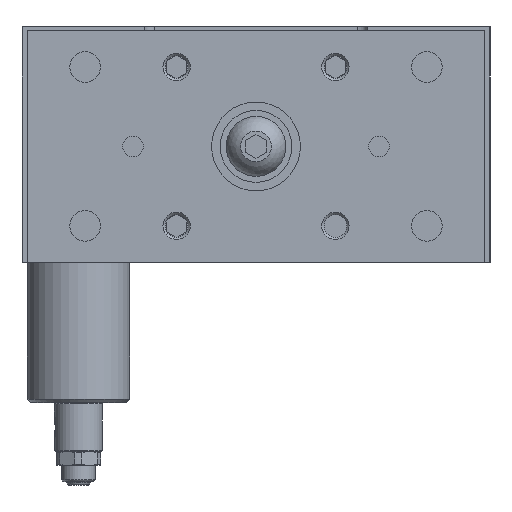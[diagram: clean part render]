
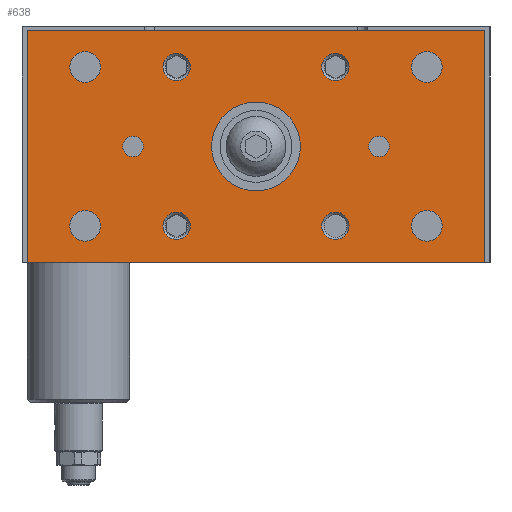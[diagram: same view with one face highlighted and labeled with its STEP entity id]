
A CAD part, left-side view. The second image highlights one B-rep face of the part: STEP entity #638.
In plain terms, the highlighted planar face has unit normal (-1, 0, 0).
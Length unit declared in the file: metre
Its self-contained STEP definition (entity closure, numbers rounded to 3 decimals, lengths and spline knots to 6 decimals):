
#638 = ADVANCED_FACE( '', ( #1713, #1714, #1715, #1716, #1717, #1718, #1719, #1720, #1721, #1722, #1723, #1724 ), #1725, .T. );
#1713 = FACE_OUTER_BOUND( '', #3459, .T. );
#1714 = FACE_BOUND( '', #3460, .T. );
#1715 = FACE_BOUND( '', #3461, .T. );
#1716 = FACE_BOUND( '', #3462, .T. );
#1717 = FACE_BOUND( '', #3463, .T. );
#1718 = FACE_BOUND( '', #3464, .T. );
#1719 = FACE_BOUND( '', #3465, .T. );
#1720 = FACE_BOUND( '', #3466, .T. );
#1721 = FACE_BOUND( '', #3467, .T. );
#1722 = FACE_BOUND( '', #3468, .T. );
#1723 = FACE_BOUND( '', #3469, .T. );
#1724 = FACE_BOUND( '', #3470, .T. );
#1725 = PLANE( '', #3471 );
#3459 = EDGE_LOOP( '', ( #5483, #5484, #5485, #5486 ) );
#3460 = EDGE_LOOP( '', ( #5487 ) );
#3461 = EDGE_LOOP( '', ( #5488 ) );
#3462 = EDGE_LOOP( '', ( #5489 ) );
#3463 = EDGE_LOOP( '', ( #5490 ) );
#3464 = EDGE_LOOP( '', ( #5491 ) );
#3465 = EDGE_LOOP( '', ( #5492 ) );
#3466 = EDGE_LOOP( '', ( #5493 ) );
#3467 = EDGE_LOOP( '', ( #5494 ) );
#3468 = EDGE_LOOP( '', ( #5495 ) );
#3469 = EDGE_LOOP( '', ( #5496 ) );
#3470 = EDGE_LOOP( '', ( #5497 ) );
#3471 = AXIS2_PLACEMENT_3D( '', #5498, #5499, #5500 );
#5483 = ORIENTED_EDGE( '', *, *, #8698, .T. );
#5484 = ORIENTED_EDGE( '', *, *, #8717, .T. );
#5485 = ORIENTED_EDGE( '', *, *, #8718, .T. );
#5486 = ORIENTED_EDGE( '', *, *, #8653, .T. );
#5487 = ORIENTED_EDGE( '', *, *, #8719, .T. );
#5488 = ORIENTED_EDGE( '', *, *, #8720, .F. );
#5489 = ORIENTED_EDGE( '', *, *, #8721, .F. );
#5490 = ORIENTED_EDGE( '', *, *, #8722, .T. );
#5491 = ORIENTED_EDGE( '', *, *, #8723, .T. );
#5492 = ORIENTED_EDGE( '', *, *, #8724, .F. );
#5493 = ORIENTED_EDGE( '', *, *, #8725, .T. );
#5494 = ORIENTED_EDGE( '', *, *, #8726, .F. );
#5495 = ORIENTED_EDGE( '', *, *, #8419, .F. );
#5496 = ORIENTED_EDGE( '', *, *, #8727, .T. );
#5497 = ORIENTED_EDGE( '', *, *, #8728, .T. );
#5498 = CARTESIAN_POINT( '', ( -0.027, -0.067, -0.001 ) );
#5499 = DIRECTION( '', ( -1., 0., 0. ) );
#5500 = DIRECTION( '', ( 0., 0., 1. ) );
#8419 = EDGE_CURVE( '', #9709, #9709, #9710, .T. );
#8653 = EDGE_CURVE( '', #10105, #10103, #10106, .T. );
#8698 = EDGE_CURVE( '', #10103, #10180, #10182, .T. );
#8717 = EDGE_CURVE( '', #10180, #10213, #10214, .T. );
#8718 = EDGE_CURVE( '', #10213, #10105, #10215, .T. );
#8719 = EDGE_CURVE( '', #10216, #10216, #10217, .T. );
#8720 = EDGE_CURVE( '', #10218, #10218, #10219, .T. );
#8721 = EDGE_CURVE( '', #10220, #10220, #10221, .T. );
#8722 = EDGE_CURVE( '', #10222, #10222, #10223, .T. );
#8723 = EDGE_CURVE( '', #10224, #10224, #10225, .T. );
#8724 = EDGE_CURVE( '', #10226, #10226, #10227, .T. );
#8725 = EDGE_CURVE( '', #10228, #10228, #10229, .T. );
#8726 = EDGE_CURVE( '', #10230, #10230, #10231, .T. );
#8727 = EDGE_CURVE( '', #10232, #10232, #10233, .T. );
#8728 = EDGE_CURVE( '', #10234, #10234, #10235, .T. );
#9709 = VERTEX_POINT( '', #11609 );
#9710 = CIRCLE( '', #11610, 0.004 );
#10103 = VERTEX_POINT( '', #12394 );
#10105 = VERTEX_POINT( '', #12397 );
#10106 = LINE( '', #12398, #12399 );
#10180 = VERTEX_POINT( '', #12615 );
#10182 = LINE( '', #12618, #12619 );
#10213 = VERTEX_POINT( '', #12660 );
#10214 = LINE( '', #12661, #12662 );
#10215 = LINE( '', #12663, #12664 );
#10216 = VERTEX_POINT( '', #12665 );
#10217 = CIRCLE( '', #12666, 0.0045 );
#10218 = VERTEX_POINT( '', #12667 );
#10219 = CIRCLE( '', #12668, 0.0045 );
#10220 = VERTEX_POINT( '', #12669 );
#10221 = CIRCLE( '', #12670, 0.0045 );
#10222 = VERTEX_POINT( '', #12671 );
#10223 = CIRCLE( '', #12672, 0.0045 );
#10224 = VERTEX_POINT( '', #12673 );
#10225 = CIRCLE( '', #12674, 0.003 );
#10226 = VERTEX_POINT( '', #12675 );
#10227 = CIRCLE( '', #12676, 0.003 );
#10228 = VERTEX_POINT( '', #12677 );
#10229 = CIRCLE( '', #12678, 0.004 );
#10230 = VERTEX_POINT( '', #12679 );
#10231 = CIRCLE( '', #12680, 0.004 );
#10232 = VERTEX_POINT( '', #12681 );
#10233 = CIRCLE( '', #12682, 0.004 );
#10234 = VERTEX_POINT( '', #12683 );
#10235 = CIRCLE( '', #12684, 0.013 );
#11609 = CARTESIAN_POINT( '', ( -0.027, 0.02725, -0.05825 ) );
#11610 = AXIS2_PLACEMENT_3D( '', #14735, #14736, #14737 );
#12394 = CARTESIAN_POINT( '', ( -0.027, -0.067, -0.069 ) );
#12397 = CARTESIAN_POINT( '', ( -0.027, 0.067, -0.069 ) );
#12398 = CARTESIAN_POINT( '', ( -0.027, 0.067, -0.069 ) );
#12399 = VECTOR( '', #15078, 1. );
#12615 = CARTESIAN_POINT( '', ( -0.027, -0.067, -0.001 ) );
#12618 = CARTESIAN_POINT( '', ( -0.027, -0.067, -0.069 ) );
#12619 = VECTOR( '', #15133, 1. );
#12660 = CARTESIAN_POINT( '', ( -0.027, 0.067, -0.001 ) );
#12661 = CARTESIAN_POINT( '', ( -0.027, -0.067, -0.001 ) );
#12662 = VECTOR( '', #15156, 1. );
#12663 = CARTESIAN_POINT( '', ( -0.027, 0.067, -0.001 ) );
#12664 = VECTOR( '', #15157, 1. );
#12665 = CARTESIAN_POINT( '', ( -0.027, 0.0455, -0.01175 ) );
#12666 = AXIS2_PLACEMENT_3D( '', #15158, #15159, #15160 );
#12667 = CARTESIAN_POINT( '', ( -0.027, -0.0455, -0.01175 ) );
#12668 = AXIS2_PLACEMENT_3D( '', #15161, #15162, #15163 );
#12669 = CARTESIAN_POINT( '', ( -0.027, 0.0455, -0.05825 ) );
#12670 = AXIS2_PLACEMENT_3D( '', #15164, #15165, #15166 );
#12671 = CARTESIAN_POINT( '', ( -0.027, -0.0455, -0.05825 ) );
#12672 = AXIS2_PLACEMENT_3D( '', #15167, #15168, #15169 );
#12673 = CARTESIAN_POINT( '', ( -0.027, 0.039, -0.035 ) );
#12674 = AXIS2_PLACEMENT_3D( '', #15170, #15171, #15172 );
#12675 = CARTESIAN_POINT( '', ( -0.027, -0.039, -0.035 ) );
#12676 = AXIS2_PLACEMENT_3D( '', #15173, #15174, #15175 );
#12677 = CARTESIAN_POINT( '', ( -0.027, 0.02725, -0.01175 ) );
#12678 = AXIS2_PLACEMENT_3D( '', #15176, #15177, #15178 );
#12679 = CARTESIAN_POINT( '', ( -0.027, -0.02725, -0.01175 ) );
#12680 = AXIS2_PLACEMENT_3D( '', #15179, #15180, #15181 );
#12681 = CARTESIAN_POINT( '', ( -0.027, -0.02725, -0.05825 ) );
#12682 = AXIS2_PLACEMENT_3D( '', #15182, #15183, #15184 );
#12683 = CARTESIAN_POINT( '', ( -0.027, 0.013, -0.035 ) );
#12684 = AXIS2_PLACEMENT_3D( '', #15185, #15186, #15187 );
#14735 = CARTESIAN_POINT( '', ( -0.027, 0.02325, -0.05825 ) );
#14736 = DIRECTION( '', ( -1., 0., 0. ) );
#14737 = DIRECTION( '', ( 0., 1., 0. ) );
#15078 = DIRECTION( '', ( 0., -1., 0. ) );
#15133 = DIRECTION( '', ( 0., 0., 1. ) );
#15156 = DIRECTION( '', ( 0., 1., 0. ) );
#15157 = DIRECTION( '', ( 0., 0., -1. ) );
#15158 = CARTESIAN_POINT( '', ( -0.027, 0.05, -0.01175 ) );
#15159 = DIRECTION( '', ( 1., 0., 0. ) );
#15160 = DIRECTION( '', ( 0., -1., 0. ) );
#15161 = CARTESIAN_POINT( '', ( -0.027, -0.05, -0.01175 ) );
#15162 = DIRECTION( '', ( -1., 0., 0. ) );
#15163 = DIRECTION( '', ( 0., 1., 0. ) );
#15164 = CARTESIAN_POINT( '', ( -0.027, 0.05, -0.05825 ) );
#15165 = DIRECTION( '', ( -1., 0., 0. ) );
#15166 = DIRECTION( '', ( 0., -1., 0. ) );
#15167 = CARTESIAN_POINT( '', ( -0.027, -0.05, -0.05825 ) );
#15168 = DIRECTION( '', ( 1., 0., 0. ) );
#15169 = DIRECTION( '', ( 0., 1., 0. ) );
#15170 = CARTESIAN_POINT( '', ( -0.027, 0.036, -0.035 ) );
#15171 = DIRECTION( '', ( 1., 0., 0. ) );
#15172 = DIRECTION( '', ( 0., 1., 0. ) );
#15173 = CARTESIAN_POINT( '', ( -0.027, -0.036, -0.035 ) );
#15174 = DIRECTION( '', ( -1., 0., 0. ) );
#15175 = DIRECTION( '', ( 0., -1., 0. ) );
#15176 = CARTESIAN_POINT( '', ( -0.027, 0.02325, -0.01175 ) );
#15177 = DIRECTION( '', ( 1., 0., 0. ) );
#15178 = DIRECTION( '', ( 0., 1., 0. ) );
#15179 = CARTESIAN_POINT( '', ( -0.027, -0.02325, -0.01175 ) );
#15180 = DIRECTION( '', ( -1., 0., 0. ) );
#15181 = DIRECTION( '', ( 0., -1., 0. ) );
#15182 = CARTESIAN_POINT( '', ( -0.027, -0.02325, -0.05825 ) );
#15183 = DIRECTION( '', ( 1., 0., 0. ) );
#15184 = DIRECTION( '', ( 0., -1., 0. ) );
#15185 = CARTESIAN_POINT( '', ( -0.027, 0., -0.035 ) );
#15186 = DIRECTION( '', ( 1., 0., 0. ) );
#15187 = DIRECTION( '', ( 0., 1., 0. ) );
